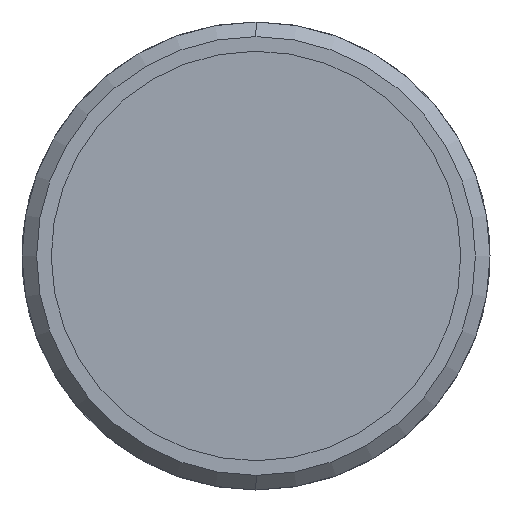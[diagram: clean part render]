
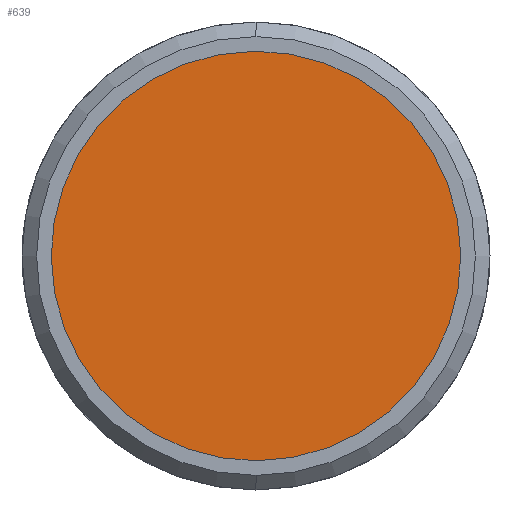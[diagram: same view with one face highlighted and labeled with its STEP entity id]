
A CAD part, left-side view. The second image highlights one B-rep face of the part: STEP entity #639.
In plain terms, the highlighted planar face has unit normal (-1, 0, 0).
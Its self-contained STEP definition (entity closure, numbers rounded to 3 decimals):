
#49 = VERTEX_POINT ( 'NONE', #458 ) ;
#66 = EDGE_CURVE ( 'Defeature ausgef�hrt7_18+Defeature ausgef�hrt7_17+Defeature ausgef�hrt7_17+Defeature ausgef�hrt7_17', #49, #218, #704, .T. ) ;
#85 = AXIS2_PLACEMENT_3D ( 'NONE', #183, #181, #519 ) ;
#125 = CARTESIAN_POINT ( 'NONE',  ( -1., 0., 0. ) ) ;
#128 = DIRECTION ( 'NONE',  ( 0., -0.006, -1. ) ) ;
#174 = DIRECTION ( 'NONE',  ( 0., -0.006, -1. ) ) ;
#178 = EDGE_LOOP ( 'NONE', ( #656, #212 ) ) ;
#181 = DIRECTION ( 'NONE',  ( 1., 0., 0. ) ) ;
#183 = CARTESIAN_POINT ( 'NONE',  ( -1., 0., 0. ) ) ;
#212 = ORIENTED_EDGE ( 'NONE', *, *, #531, .F. ) ;
#218 = VERTEX_POINT ( 'NONE', #551 ) ;
#316 = AXIS2_PLACEMENT_3D ( 'NONE', #505, #830, #174 ) ;
#336 = DIRECTION ( 'NONE',  ( 1., 0., 0. ) ) ;
#340 = AXIS2_PLACEMENT_3D ( 'NONE', #125, #336, #128 ) ;
#446 = FACE_OUTER_BOUND ( 'NONE', #178, .T. ) ;
#458 = CARTESIAN_POINT ( 'NONE',  ( -1., 0.129, 21. ) ) ;
#505 = CARTESIAN_POINT ( 'NONE',  ( -1., 0., 0. ) ) ;
#519 = DIRECTION ( 'NONE',  ( 0., -0.006, -1. ) ) ;
#531 = EDGE_CURVE ( 'Defeature ausgef�hrt7_18+Defeature ausgef�hrt7_17+Defeature ausgef�hrt7_17+Defeature ausgef�hrt7_17', #218, #49, #655, .T. ) ;
#551 = CARTESIAN_POINT ( 'NONE',  ( -1., -0.129, -21. ) ) ;
#590 = PLANE ( 'NONE',  #85 ) ;
#639 = ADVANCED_FACE ( 'Defeature ausgef�hrt7_17', ( #446 ), #590, .F. ) ;
#655 = CIRCLE ( 'NONE', #316, 21. ) ;
#656 = ORIENTED_EDGE ( 'NONE', *, *, #66, .F. ) ;
#704 = CIRCLE ( 'NONE', #340, 21. ) ;
#830 = DIRECTION ( 'NONE',  ( 1., 0., 0. ) ) ;
